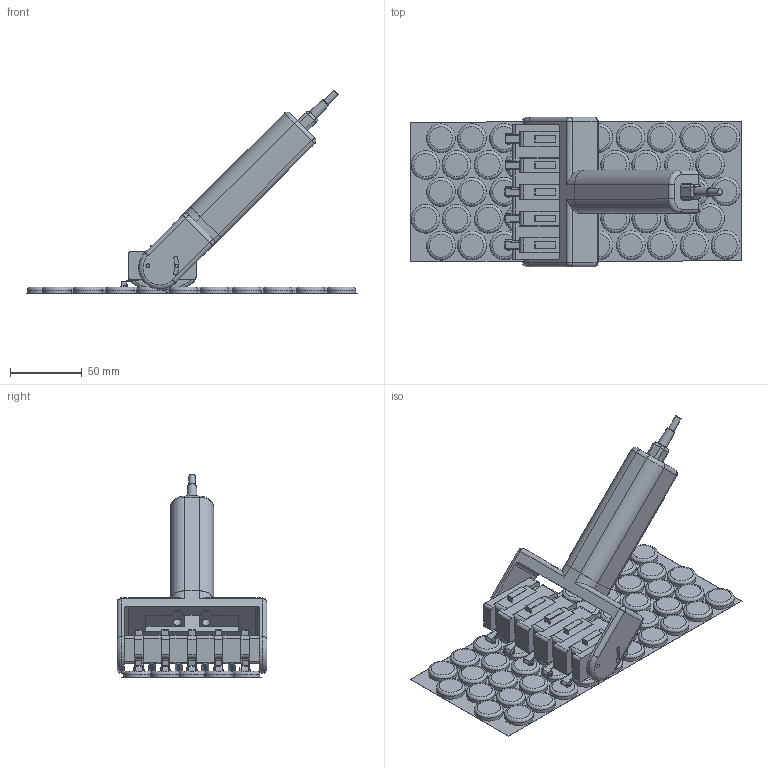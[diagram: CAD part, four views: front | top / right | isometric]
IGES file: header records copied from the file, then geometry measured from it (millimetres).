
Bounding box: 230.19 x 104.32 x 141.71 mm (x, y, z)
Volume: 254726.1 mm3; surface area: 136536.8 mm2
Topology: 17 solids, 17 shells, 1017 faces, 2618 edges, 1749 vertices
Faces by surface type: bspline 1017
